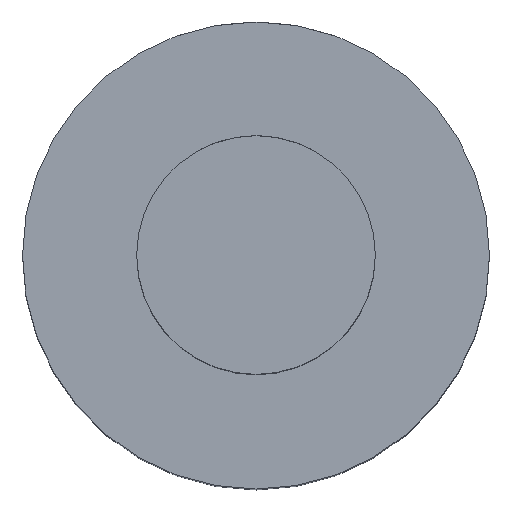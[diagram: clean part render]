
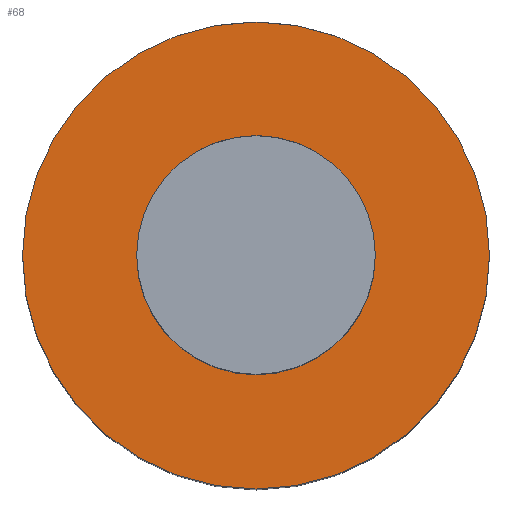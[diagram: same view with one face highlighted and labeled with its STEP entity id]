
A CAD part, top view. The second image highlights one B-rep face of the part: STEP entity #68.
In plain terms, the highlighted planar face has unit normal (0, 0, 1).
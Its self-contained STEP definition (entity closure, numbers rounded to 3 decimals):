
#68=ADVANCED_FACE('240[2]',(#155,#156),#157,.T.);
#72=EDGE_CURVE('240[2]',#162,#162,#163,.T.);
#104=EDGE_CURVE('240[2]',#210,#210,#211,.T.);
#155=FACE_BOUND('',#294,.T.);
#156=FACE_OUTER_BOUND('',#295,.T.);
#157=PLANE('',#296);
#162=VERTEX_POINT('',#303);
#163=CIRCLE('',#304,23.0);
#210=VERTEX_POINT('',#527);
#211=CIRCLE('',#528,45.0);
#294=EDGE_LOOP('',(#565));
#295=EDGE_LOOP('',(#566));
#296=AXIS2_PLACEMENT_3D('',#567,#568,#569);
#303=CARTESIAN_POINT('',(23.0,0.0,0.0));
#304=AXIS2_PLACEMENT_3D('',#573,#574,#575);
#527=CARTESIAN_POINT('',(0.,45.0,0.));
#528=AXIS2_PLACEMENT_3D('',#621,#622,#623);
#565=ORIENTED_EDGE('',*,*,#72,.T.);
#566=ORIENTED_EDGE('',*,*,#104,.F.);
#567=CARTESIAN_POINT('',(0.,22.5,0.));
#568=DIRECTION('',(0.,0.,1.0));
#569=DIRECTION('',(1.0,0.,0.0));
#573=CARTESIAN_POINT('',(0.0,0.0,0.));
#574=DIRECTION('',(0.,0.,-1.0));
#575=DIRECTION('',(1.0,0.,0.));
#621=CARTESIAN_POINT('',(0.0,0.0,0.0));
#622=DIRECTION('',(0.,0.,-1.0));
#623=DIRECTION('',(0.,1.0,0.));
